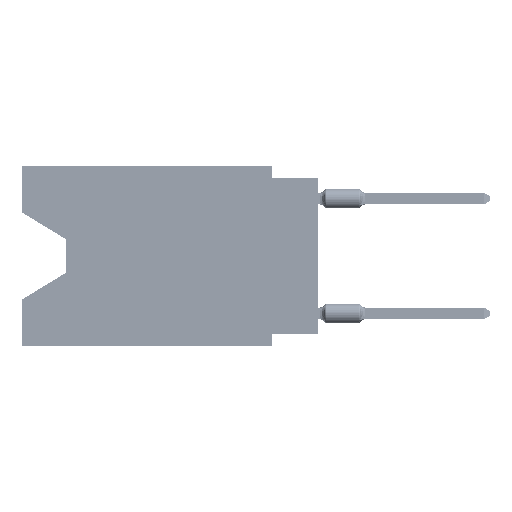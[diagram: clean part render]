
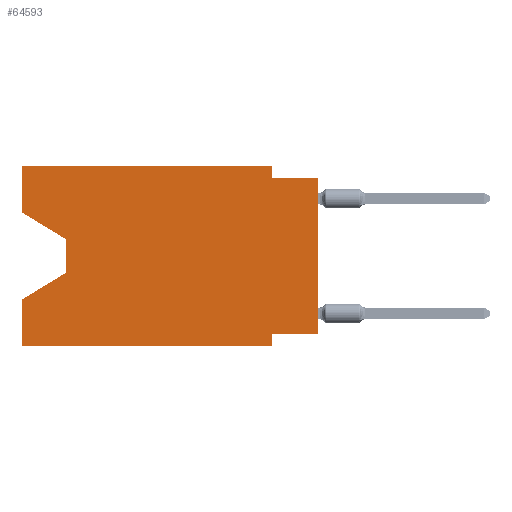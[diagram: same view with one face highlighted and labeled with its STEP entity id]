
A CAD part, left-side view. The second image highlights one B-rep face of the part: STEP entity #64593.
In plain terms, the highlighted planar face has unit normal (-1, 0, 0).
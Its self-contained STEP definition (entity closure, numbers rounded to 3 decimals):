
#847 = CARTESIAN_POINT ( 'NONE',  ( 0., 16.383, 0. ) ) ;
#1077 = DIRECTION ( 'NONE',  ( 0., 0., -1. ) ) ;
#2069 = VECTOR ( 'NONE', #2983, 1000. ) ;
#2716 = LINE ( 'NONE', #25517, #50947 ) ;
#2983 = DIRECTION ( 'NONE',  ( 0., 0., 1. ) ) ;
#4631 = EDGE_LOOP ( 'NONE', ( #49887, #19116, #50163, #22967, #66368, #6939, #68765, #6569, #15716, #65980, #44786, #68215 ) ) ;
#5162 = FACE_OUTER_BOUND ( 'NONE', #4631, .T. ) ;
#5918 = CARTESIAN_POINT ( 'NONE',  ( 0., 2.54, -0.635 ) ) ;
#6087 = LINE ( 'NONE', #17845, #20781 ) ;
#6569 = ORIENTED_EDGE ( 'NONE', *, *, #51116, .T. ) ;
#6939 = ORIENTED_EDGE ( 'NONE', *, *, #32954, .F. ) ;
#8555 = DIRECTION ( 'NONE',  ( 0., -1., 0. ) ) ;
#9050 = VERTEX_POINT ( 'NONE', #34776 ) ;
#9088 = CARTESIAN_POINT ( 'NONE',  ( 0., 16.383, -7.36 ) ) ;
#9196 = VERTEX_POINT ( 'NONE', #36879 ) ;
#9425 = DIRECTION ( 'NONE',  ( 0., 0., -1. ) ) ;
#9894 = VECTOR ( 'NONE', #27762, 1000. ) ;
#10436 = VERTEX_POINT ( 'NONE', #9088 ) ;
#10503 = VERTEX_POINT ( 'NONE', #36536 ) ;
#11392 = CARTESIAN_POINT ( 'NONE',  ( 0., 16.383, 0. ) ) ;
#13815 = VECTOR ( 'NONE', #9425, 1000. ) ;
#14830 = DIRECTION ( 'NONE',  ( 0., 0., -1. ) ) ;
#15716 = ORIENTED_EDGE ( 'NONE', *, *, #36889, .F. ) ;
#16269 = CARTESIAN_POINT ( 'NONE',  ( 0., 16.383, -2.546 ) ) ;
#16678 = CARTESIAN_POINT ( 'NONE',  ( 0., 16.383, 0. ) ) ;
#17845 = CARTESIAN_POINT ( 'NONE',  ( 0., 2.54, 0. ) ) ;
#19043 = CARTESIAN_POINT ( 'NONE',  ( 0., 0., 0. ) ) ;
#19116 = ORIENTED_EDGE ( 'NONE', *, *, #55748, .T. ) ;
#19370 = VERTEX_POINT ( 'NONE', #67086 ) ;
#19590 = LINE ( 'NONE', #25280, #48118 ) ;
#20781 = VECTOR ( 'NONE', #1077, 1000. ) ;
#20798 = DIRECTION ( 'NONE',  ( 0., 1., 0. ) ) ;
#21146 = CARTESIAN_POINT ( 'NONE',  ( 0., 0., -9.271 ) ) ;
#21586 = VERTEX_POINT ( 'NONE', #42812 ) ;
#21706 = LINE ( 'NONE', #50181, #9894 ) ;
#22967 = ORIENTED_EDGE ( 'NONE', *, *, #29296, .F. ) ;
#23051 = EDGE_CURVE ( 'NONE', #48357, #10436, #19590, .T. ) ;
#25280 = CARTESIAN_POINT ( 'NONE',  ( 0., 13.97, -5.893 ) ) ;
#25517 = CARTESIAN_POINT ( 'NONE',  ( 0., 2.54, -9.906 ) ) ;
#26101 = CARTESIAN_POINT ( 'NONE',  ( 0., 16.383, -9.906 ) ) ;
#27762 = DIRECTION ( 'NONE',  ( 0., 0., 1. ) ) ;
#27966 = CARTESIAN_POINT ( 'NONE',  ( 0., 13.97, -5.893 ) ) ;
#28593 = CARTESIAN_POINT ( 'NONE',  ( 0., 13.97, -4.013 ) ) ;
#29296 = EDGE_CURVE ( 'NONE', #21586, #10436, #60213, .T. ) ;
#29381 = AXIS2_PLACEMENT_3D ( 'NONE', #847, #60739, #66073 ) ;
#29741 = LINE ( 'NONE', #19043, #2069 ) ;
#29864 = VECTOR ( 'NONE', #20798, 1000. ) ;
#31058 = VECTOR ( 'NONE', #8555, 1000. ) ;
#32954 = EDGE_CURVE ( 'NONE', #55537, #9050, #2716, .T. ) ;
#34561 = CARTESIAN_POINT ( 'NONE',  ( 0., 0., -0.635 ) ) ;
#34776 = CARTESIAN_POINT ( 'NONE',  ( 0., 2.54, -9.906 ) ) ;
#35305 = CARTESIAN_POINT ( 'NONE',  ( 0., 0., -0.635 ) ) ;
#35998 = LINE ( 'NONE', #35305, #31058 ) ;
#36536 = CARTESIAN_POINT ( 'NONE',  ( 0., 0., -9.271 ) ) ;
#36719 = EDGE_CURVE ( 'NONE', #19370, #61618, #6087, .T. ) ;
#36879 = CARTESIAN_POINT ( 'NONE',  ( 0., 16.383, 0. ) ) ;
#36889 = EDGE_CURVE ( 'NONE', #61618, #42356, #35998, .T. ) ;
#37967 = LINE ( 'NONE', #55375, #50978 ) ;
#39079 = CARTESIAN_POINT ( 'NONE',  ( 0., 2.54, -9.271 ) ) ;
#39141 = LINE ( 'NONE', #16678, #51813 ) ;
#41175 = LINE ( 'NONE', #62891, #13815 ) ;
#42356 = VERTEX_POINT ( 'NONE', #34561 ) ;
#42812 = CARTESIAN_POINT ( 'NONE',  ( 0., 16.383, -9.906 ) ) ;
#43529 = EDGE_CURVE ( 'NONE', #10503, #55537, #69966, .T. ) ;
#44177 = DIRECTION ( 'NONE',  ( 0., 0., 1. ) ) ;
#44786 = ORIENTED_EDGE ( 'NONE', *, *, #58710, .F. ) ;
#46301 = VECTOR ( 'NONE', #44177, 1000. ) ;
#48118 = VECTOR ( 'NONE', #63052, 1000. ) ;
#48357 = VERTEX_POINT ( 'NONE', #27966 ) ;
#49104 = DIRECTION ( 'NONE',  ( 0., -1., 0. ) ) ;
#49887 = ORIENTED_EDGE ( 'NONE', *, *, #64542, .T. ) ;
#50163 = ORIENTED_EDGE ( 'NONE', *, *, #23051, .T. ) ;
#50181 = CARTESIAN_POINT ( 'NONE',  ( 0., 16.383, 0. ) ) ;
#50947 = VECTOR ( 'NONE', #14830, 1000. ) ;
#50978 = VECTOR ( 'NONE', #60389, 1000. ) ;
#51116 = EDGE_CURVE ( 'NONE', #10503, #42356, #29741, .T. ) ;
#51370 = VERTEX_POINT ( 'NONE', #28593 ) ;
#51813 = VECTOR ( 'NONE', #49104, 1000. ) ;
#54223 = LINE ( 'NONE', #26101, #56733 ) ;
#54674 = PLANE ( 'NONE',  #29381 ) ;
#55375 = CARTESIAN_POINT ( 'NONE',  ( 0., 16.383, -2.546 ) ) ;
#55385 = VERTEX_POINT ( 'NONE', #16269 ) ;
#55537 = VERTEX_POINT ( 'NONE', #39079 ) ;
#55748 = EDGE_CURVE ( 'NONE', #51370, #48357, #41175, .T. ) ;
#56733 = VECTOR ( 'NONE', #63854, 1000. ) ;
#58710 = EDGE_CURVE ( 'NONE', #9196, #19370, #39141, .T. ) ;
#60213 = LINE ( 'NONE', #11392, #46301 ) ;
#60389 = DIRECTION ( 'NONE',  ( 0., -0.855, -0.519 ) ) ;
#60739 = DIRECTION ( 'NONE',  ( 1., 0., 0. ) ) ;
#61618 = VERTEX_POINT ( 'NONE', #5918 ) ;
#62473 = EDGE_CURVE ( 'NONE', #55385, #9196, #21706, .T. ) ;
#62891 = CARTESIAN_POINT ( 'NONE',  ( 0., 13.97, -4.013 ) ) ;
#63052 = DIRECTION ( 'NONE',  ( 0., 0.855, -0.519 ) ) ;
#63854 = DIRECTION ( 'NONE',  ( 0., -1., 0. ) ) ;
#64542 = EDGE_CURVE ( 'NONE', #55385, #51370, #37967, .T. ) ;
#64593 = ADVANCED_FACE ( 'NONE', ( #5162 ), #54674, .F. ) ;
#65980 = ORIENTED_EDGE ( 'NONE', *, *, #36719, .F. ) ;
#66073 = DIRECTION ( 'NONE',  ( 0., 0., -1. ) ) ;
#66223 = EDGE_CURVE ( 'NONE', #21586, #9050, #54223, .T. ) ;
#66368 = ORIENTED_EDGE ( 'NONE', *, *, #66223, .T. ) ;
#67086 = CARTESIAN_POINT ( 'NONE',  ( 0., 2.54, 0. ) ) ;
#68215 = ORIENTED_EDGE ( 'NONE', *, *, #62473, .F. ) ;
#68765 = ORIENTED_EDGE ( 'NONE', *, *, #43529, .F. ) ;
#69966 = LINE ( 'NONE', #21146, #29864 ) ;
